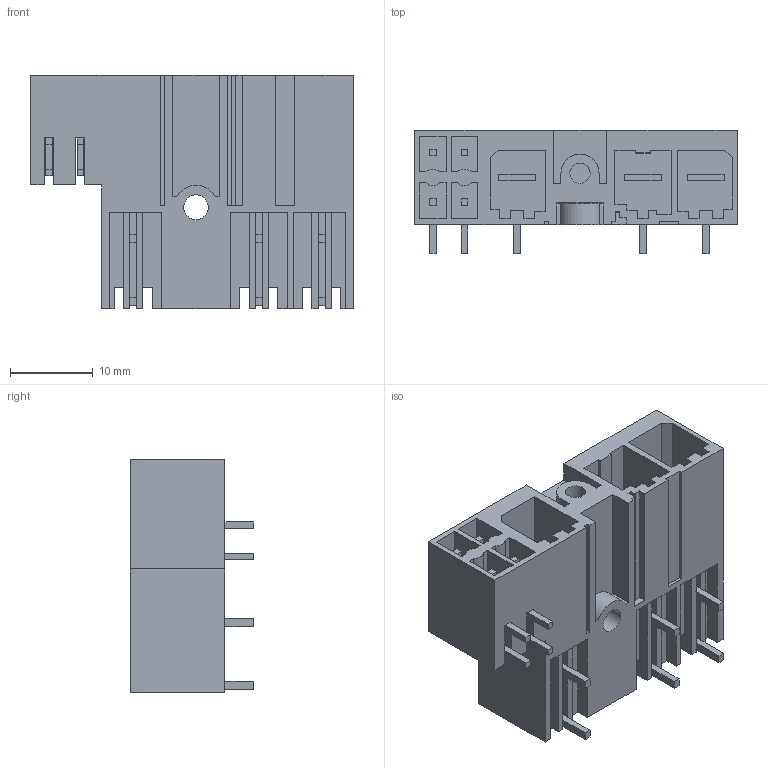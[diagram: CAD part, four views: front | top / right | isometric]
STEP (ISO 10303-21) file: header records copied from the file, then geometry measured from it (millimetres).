
FILE_DESCRIPTION(('CATIA V5R24 STEP','CAx-IF Rec.Pracs.--- Model Styling and Organization---1.2---2011-12-15'),'2;1');
FILE_NAME ('D1448393_0', '2017-05-10T09:53:49+00:00', ('Weidmueller Interface'), ('Weidmueller'), 'CATIA Version 5-6 Release 2014 SP4 HF52', 'CATIA V5 STEP AP214', 'none');
FILE_SCHEMA(('AUTOMOTIVE_DESIGN { 1 0 10303 214 1 1 1 1 }'));
Length unit declared in the file: millimetre
Products named in the file (1): 1089610000
Bounding box: 39.07 x 14.9 x 28.3 mm (x, y, z)
Volume: 6528.4 mm3; surface area: 8470.3 mm2
Topology: 8 solids, 8 shells, 396 faces, 1127 edges, 756 vertices
Faces by surface type: plane 376, cylinder 20
Entity records: 12433 total; most frequent: ORIENTED_EDGE 2254, CARTESIAN_POINT 2195, DIRECTION 1681, EDGE_CURVE 1127, VECTOR 1083, LINE 1083, VERTEX_POINT 756, EDGE_LOOP 421
